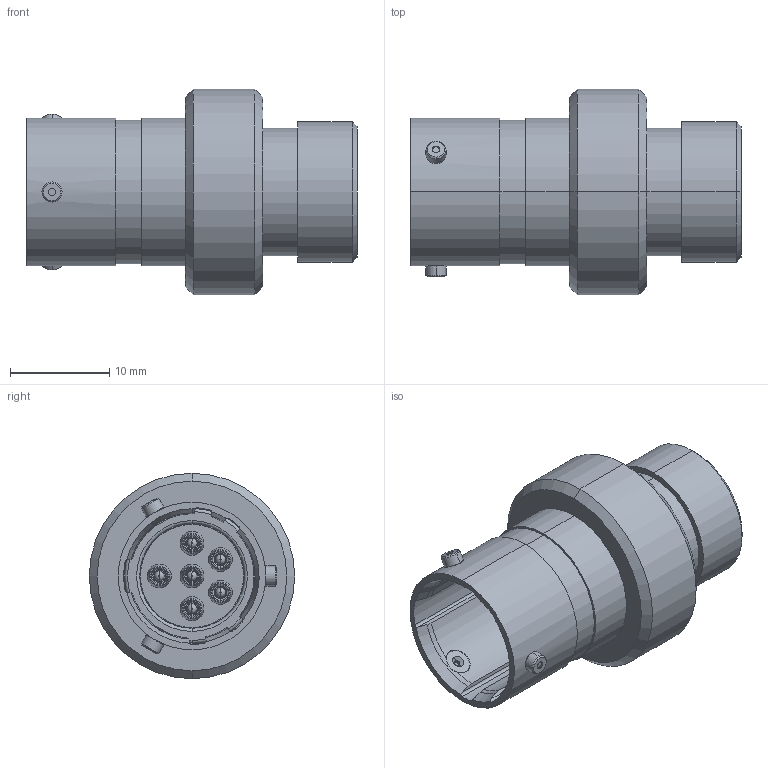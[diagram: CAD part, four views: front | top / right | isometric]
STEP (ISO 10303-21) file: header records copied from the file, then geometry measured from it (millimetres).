
FILE_DESCRIPTION (( 'STEP AP214' ), '1' );
FILE_NAME ('AS110-98PN.STEP', '2017-11-10T10:58:42', ( 'TE Connectivity' ), ( 'TE Connectivity' ), 'SwSTEP 2.0', 'SolidWorks 2015', '' );
FILE_SCHEMA (( 'AUTOMOTIVE_DESIGN' ));
Length unit declared in the file: millimetre
Products named in the file (1): AS110-98PN
Bounding box: 33.3 x 20.7 x 20.7 mm (x, y, z)
Volume: 4542.6 mm3; surface area: 5835.1 mm2
Topology: 15 solids, 15 shells, 618 faces, 1301 edges, 740 vertices
Faces by surface type: torus 210, cylinder 187, cone 126, plane 79, sphere 16
Entity records: 23771 total; most frequent: DIRECTION 3388, CARTESIAN_POINT 2991, ORIENTED_EDGE 2582, AXIS2_PLACEMENT_3D 1530, EDGE_CURVE 1291, CIRCLE 911, VERTEX_POINT 738, EDGE_LOOP 689
